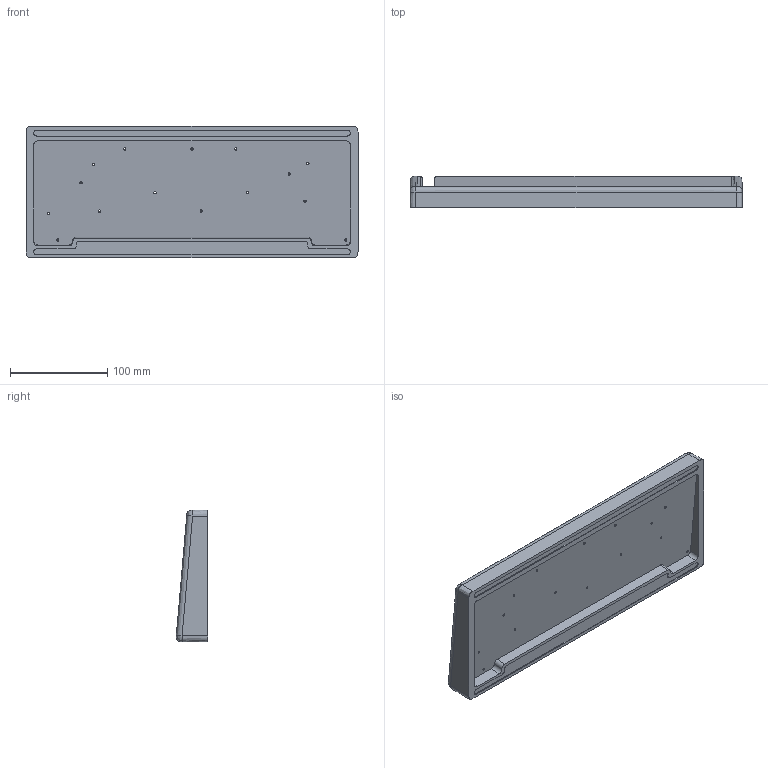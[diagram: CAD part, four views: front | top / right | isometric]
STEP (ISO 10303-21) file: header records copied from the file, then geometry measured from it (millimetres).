
FILE_DESCRIPTION (( 'STEP AP203' ), '1' );
FILE_NAME ('plover_rev_0.STEP', '2022-06-01T20:16:02', ( '' ), ( '' ), 'SwSTEP 2.0', 'SolidWorks 2022', '' );
FILE_SCHEMA (( 'CONFIG_CONTROL_DESIGN' ));
Length unit declared in the file: millimetre
Products named in the file (1): plover_rev_0
Bounding box: 341 x 32.44 x 134.98 mm (x, y, z)
Volume: 345229 mm3; surface area: 138000.4 mm2
Topology: 1 solids, 1 shells, 109 faces, 293 edges, 189 vertices
Faces by surface type: cylinder 50, plane 31, bspline 28
Entity records: 7081 total; most frequent: CARTESIAN_POINT 4409, ORIENTED_EDGE 586, DIRECTION 455, EDGE_CURVE 293, VERTEX_POINT 189, AXIS2_PLACEMENT_3D 174, EDGE_LOOP 142, FACE_OUTER_BOUND 109
